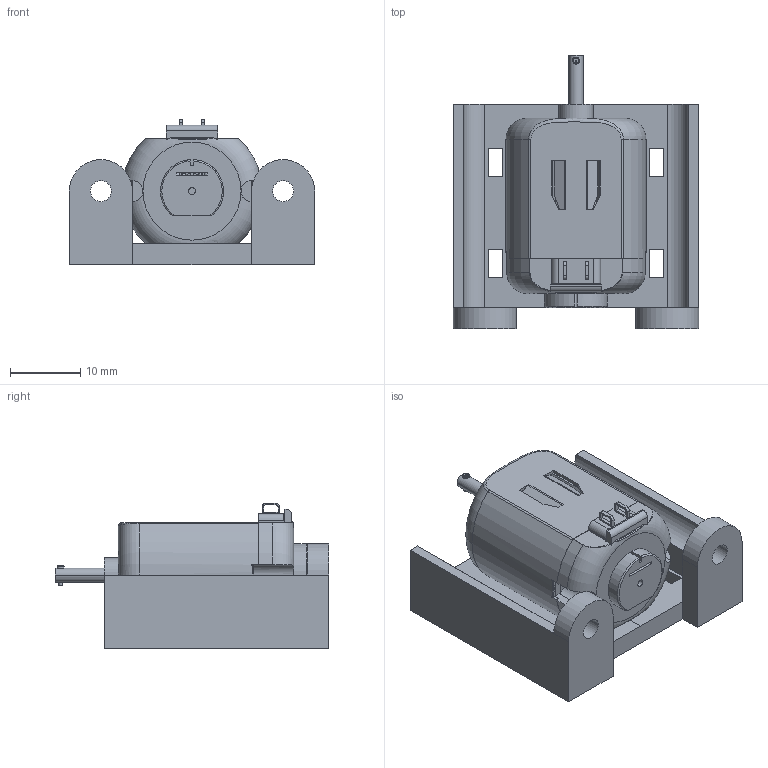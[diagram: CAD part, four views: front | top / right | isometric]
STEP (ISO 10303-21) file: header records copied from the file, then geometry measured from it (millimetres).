
FILE_DESCRIPTION(('CATIA V5 STEP Exchange','CAx-IF Rec.Pracs.--- Composite Materials ---3.4---2017-06-13'),'2;1');
FILE_NAME('Motor_Assy.stp','2024-05-01T20:57:19+00:00',('none'),('none'),'CATIA Version 5-6 Release 2020 SP6','CATIA V5 STEP AP203 v2','none');
FILE_SCHEMA(('CONFIG_CONTROL_DESIGN'));
Length unit declared in the file: millimetre
Products named in the file (2): Product2; DC _Motor
Assembly tree (13 placements, depth 3):
  Product2
    DC _Motor
      #65
      #4224
      #8026
      #8195
      #8718
      #9425
      #9892
      #18846
      #35031
      #35903
      #37240
    #38266
Bounding box: 35 x 39 x 20.74 mm (x, y, z)
Volume: 8989.4 mm3; surface area: 12425.9 mm2
Topology: 16 solids, 16 shells, 930 faces, 2926 edges, 2043 vertices
Faces by surface type: plane 388, cylinder 290, extrusion 184, torus 36, bspline 30, sphere 2
Entity records: 39500 total; most frequent: CARTESIAN_POINT 16208, ORIENTED_EDGE 5848, DIRECTION 3004, EDGE_CURVE 2924, VERTEX_POINT 2043, VECTOR 1516, LINE 1332, B_SPLINE_CURVE_WITH_KNOTS 1144
